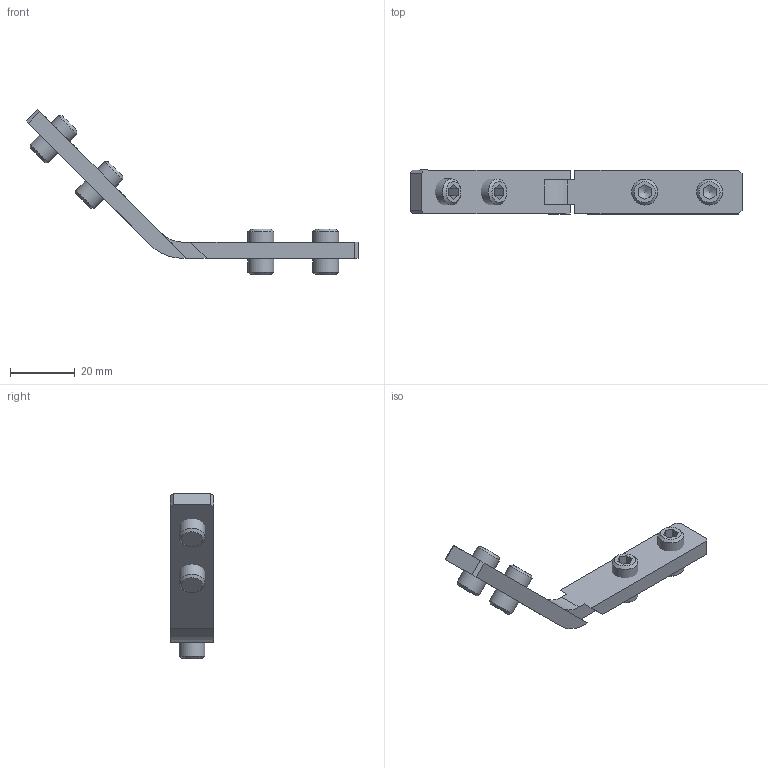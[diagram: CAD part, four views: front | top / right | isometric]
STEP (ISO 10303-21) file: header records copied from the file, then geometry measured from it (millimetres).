
FILE_DESCRIPTION(/* description */ ('Úhlový spoj vnitřní 45°'),/* implementation_level */ '2;1');
FILE_NAME(/* name */ '321345_1.stp',/* time_stamp */ '2017-02-28T15:24:43+01:00',/* author */ ('veronika.franceova'),/* organization */ (''),/* preprocessor_version */ 'ST-DEVELOPER v16.1',/* originating_system */ 'Autodesk Inventor 2016',/* authorisation */ '');
FILE_SCHEMA (('AUTOMOTIVE_DESIGN { 1 0 10303 214 3 1 1 }'));
Length unit declared in the file: millimetre
Products named in the file (1): 321345_1
Bounding box: 102.43 x 13.5 x 50.96 mm (x, y, z)
Volume: 9469.5 mm3; surface area: 6619.2 mm2
Topology: 5 solids, 5 shells, 72 faces, 178 edges, 116 vertices
Faces by surface type: plane 50, cone 12, cylinder 10
Full cylindrical faces by diameter (mm): 6.647 x4, 8 x4
Entity records: 2018 total; most frequent: CARTESIAN_POINT 379, ORIENTED_EDGE 300, DIRECTION 300, EDGE_CURVE 150, VERTEX_POINT 108, AXIS2_PLACEMENT_3D 101, EDGE_LOOP 100, LINE 98
